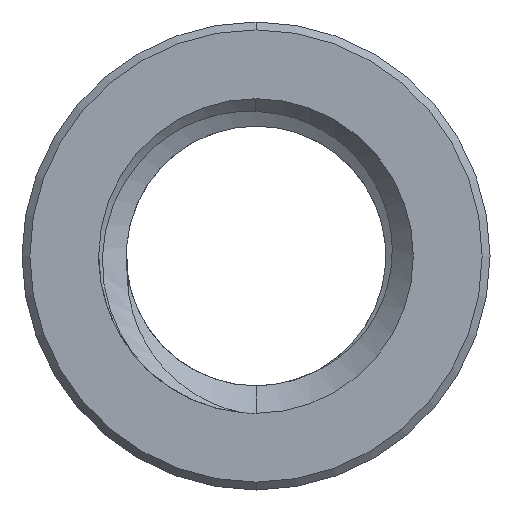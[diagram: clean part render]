
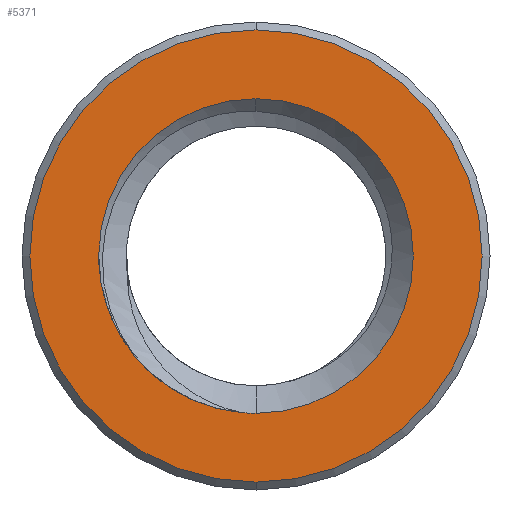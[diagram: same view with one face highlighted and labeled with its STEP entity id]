
A CAD part, front view. The second image highlights one B-rep face of the part: STEP entity #5371.
In plain terms, the highlighted planar face has unit normal (0, -1, 0).
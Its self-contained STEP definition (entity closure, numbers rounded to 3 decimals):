
#40 = EDGE_CURVE ( 'NONE', #6390, #2921, #6599, .T. ) ;
#240 = CARTESIAN_POINT ( 'NONE',  ( 0., -9.5, 0. ) ) ;
#338 = FACE_BOUND ( 'NONE', #1009, .T. ) ;
#341 = CARTESIAN_POINT ( 'NONE',  ( -0.19, -9.5, -1.991 ) ) ;
#468 = CIRCLE ( 'NONE', #6737, 2. ) ;
#594 = DIRECTION ( 'NONE',  ( 0., 1., 0. ) ) ;
#664 = VERTEX_POINT ( 'NONE', #4046 ) ;
#708 = ORIENTED_EDGE ( 'NONE', *, *, #7503, .T. ) ;
#1003 = AXIS2_PLACEMENT_3D ( 'NONE', #6364, #2330, #1736 ) ;
#1009 = EDGE_LOOP ( 'NONE', ( #2876, #2987, #2975, #3377 ) ) ;
#1054 = CIRCLE ( 'NONE', #5900, 2. ) ;
#1678 = DIRECTION ( 'NONE',  ( 0., 0., 1. ) ) ;
#1736 = DIRECTION ( 'NONE',  ( 0., 0., 1. ) ) ;
#1937 = EDGE_LOOP ( 'NONE', ( #708, #5606 ) ) ;
#2008 = AXIS2_PLACEMENT_3D ( 'NONE', #3400, #6342, #4585 ) ;
#2107 = EDGE_CURVE ( 'NONE', #6801, #664, #3073, .T. ) ;
#2243 = DIRECTION ( 'NONE',  ( 0., 1., 0. ) ) ;
#2330 = DIRECTION ( 'NONE',  ( 0., 1., 0. ) ) ;
#2421 = EDGE_CURVE ( 'NONE', #664, #3764, #6494, .T. ) ;
#2520 = EDGE_CURVE ( 'NONE', #3764, #3480, #468, .T. ) ;
#2570 = DIRECTION ( 'NONE',  ( 0., 0., 1. ) ) ;
#2825 = CIRCLE ( 'NONE', #2008, 2.875 ) ;
#2876 = ORIENTED_EDGE ( 'NONE', *, *, #2520, .T. ) ;
#2921 = VERTEX_POINT ( 'NONE', #4548 ) ;
#2975 = ORIENTED_EDGE ( 'NONE', *, *, #2107, .T. ) ;
#2987 = ORIENTED_EDGE ( 'NONE', *, *, #7594, .T. ) ;
#3073 = CIRCLE ( 'NONE', #3554, 2. ) ;
#3377 = ORIENTED_EDGE ( 'NONE', *, *, #2421, .T. ) ;
#3378 = CARTESIAN_POINT ( 'NONE',  ( -1.543, -9.5, -1.273 ) ) ;
#3400 = CARTESIAN_POINT ( 'NONE',  ( 0., -9.5, 0. ) ) ;
#3473 = DIRECTION ( 'NONE',  ( 0., -1., 0. ) ) ;
#3480 = VERTEX_POINT ( 'NONE', #3378 ) ;
#3553 = CARTESIAN_POINT ( 'NONE',  ( 0., -9.5, 0. ) ) ;
#3554 = AXIS2_PLACEMENT_3D ( 'NONE', #240, #5943, #2570 ) ;
#3764 = VERTEX_POINT ( 'NONE', #341 ) ;
#3958 = CARTESIAN_POINT ( 'NONE',  ( 0., -9.5, 0. ) ) ;
#3974 = DIRECTION ( 'NONE',  ( 0., 0., 1. ) ) ;
#4046 = CARTESIAN_POINT ( 'NONE',  ( 0., -9.5, -2. ) ) ;
#4096 = AXIS2_PLACEMENT_3D ( 'NONE', #3958, #2243, #4555 ) ;
#4548 = CARTESIAN_POINT ( 'NONE',  ( 0., -9.5, 2.875 ) ) ;
#4555 = DIRECTION ( 'NONE',  ( 0., 0., 1. ) ) ;
#4585 = DIRECTION ( 'NONE',  ( 0., 0., 1. ) ) ;
#4741 = DIRECTION ( 'NONE',  ( 0., 0., 1. ) ) ;
#5156 = AXIS2_PLACEMENT_3D ( 'NONE', #5833, #3473, #3974 ) ;
#5162 = PLANE ( 'NONE',  #1003 ) ;
#5371 = ADVANCED_FACE ( 'NONE', ( #338, #6901 ), #5162, .F. ) ;
#5606 = ORIENTED_EDGE ( 'NONE', *, *, #40, .T. ) ;
#5833 = CARTESIAN_POINT ( 'NONE',  ( 0., -9.5, 0. ) ) ;
#5900 = AXIS2_PLACEMENT_3D ( 'NONE', #3553, #7641, #1678 ) ;
#5943 = DIRECTION ( 'NONE',  ( 0., 1., 0. ) ) ;
#6342 = DIRECTION ( 'NONE',  ( 0., -1., 0. ) ) ;
#6364 = CARTESIAN_POINT ( 'NONE',  ( 0., -9.5, 0. ) ) ;
#6390 = VERTEX_POINT ( 'NONE', #7595 ) ;
#6494 = CIRCLE ( 'NONE', #4096, 2. ) ;
#6599 = CIRCLE ( 'NONE', #5156, 2.875 ) ;
#6737 = AXIS2_PLACEMENT_3D ( 'NONE', #7076, #594, #4741 ) ;
#6801 = VERTEX_POINT ( 'NONE', #6943 ) ;
#6901 = FACE_OUTER_BOUND ( 'NONE', #1937, .T. ) ;
#6943 = CARTESIAN_POINT ( 'NONE',  ( 0., -9.5, 2. ) ) ;
#7076 = CARTESIAN_POINT ( 'NONE',  ( 0., -9.5, 0. ) ) ;
#7503 = EDGE_CURVE ( 'NONE', #2921, #6390, #2825, .T. ) ;
#7594 = EDGE_CURVE ( 'NONE', #3480, #6801, #1054, .T. ) ;
#7595 = CARTESIAN_POINT ( 'NONE',  ( 0., -9.5, -2.875 ) ) ;
#7641 = DIRECTION ( 'NONE',  ( 0., 1., 0. ) ) ;
